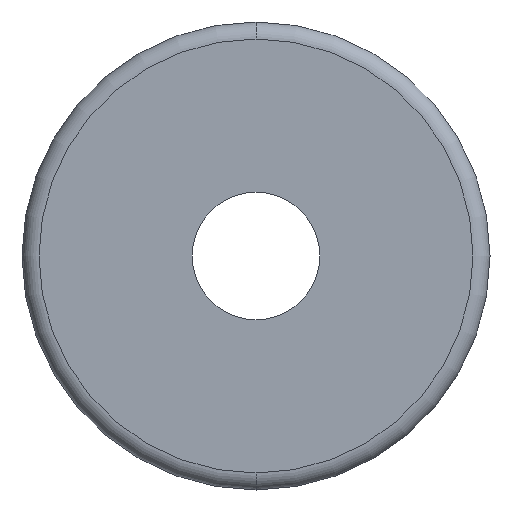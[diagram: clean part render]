
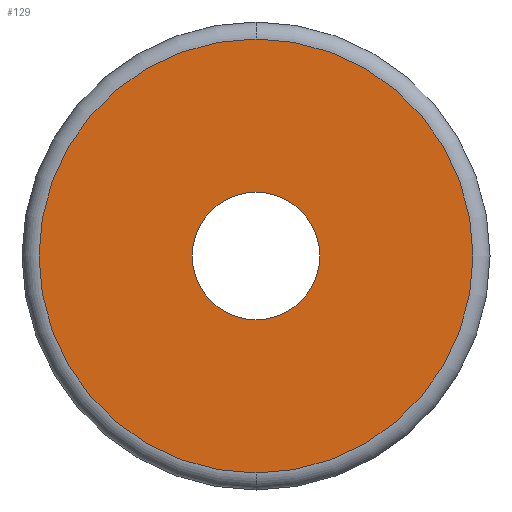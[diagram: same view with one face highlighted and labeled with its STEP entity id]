
A CAD part, front view. The second image highlights one B-rep face of the part: STEP entity #129.
In plain terms, the highlighted planar face has unit normal (0, -1, 0).
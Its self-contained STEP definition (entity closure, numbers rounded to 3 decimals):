
#4 = DIRECTION ( 'NONE',  ( 0., 0., 1. ) ) ;
#6 = CARTESIAN_POINT ( 'NONE',  ( 0., 0., 0.75 ) ) ;
#18 = ORIENTED_EDGE ( 'NONE', *, *, #375, .T. ) ;
#21 = EDGE_CURVE ( 'NONE', #97, #370, #297, .T. ) ;
#31 = DIRECTION ( 'NONE',  ( 0., 1., 0. ) ) ;
#71 = EDGE_LOOP ( 'NONE', ( #216, #239 ) ) ;
#76 = FACE_BOUND ( 'NONE', #219, .T. ) ;
#97 = VERTEX_POINT ( 'NONE', #348 ) ;
#101 = AXIS2_PLACEMENT_3D ( 'NONE', #171, #31, #329 ) ;
#106 = DIRECTION ( 'NONE',  ( 0., -1., 0. ) ) ;
#109 = DIRECTION ( 'NONE',  ( 0., 0., 1. ) ) ;
#120 = ORIENTED_EDGE ( 'NONE', *, *, #322, .T. ) ;
#129 = ADVANCED_FACE ( 'NONE', ( #76, #296 ), #295, .F. ) ;
#140 = AXIS2_PLACEMENT_3D ( 'NONE', #279, #271, #218 ) ;
#150 = EDGE_CURVE ( 'NONE', #370, #97, #308, .T. ) ;
#171 = CARTESIAN_POINT ( 'NONE',  ( 0., 0., 0. ) ) ;
#175 = CARTESIAN_POINT ( 'NONE',  ( 0., 0., 0. ) ) ;
#177 = DIRECTION ( 'NONE',  ( 0., -1., 0. ) ) ;
#184 = CARTESIAN_POINT ( 'NONE',  ( 0., 0., -0.75 ) ) ;
#192 = CARTESIAN_POINT ( 'NONE',  ( 0., 0., 0. ) ) ;
#208 = AXIS2_PLACEMENT_3D ( 'NONE', #192, #106, #254 ) ;
#213 = VERTEX_POINT ( 'NONE', #6 ) ;
#216 = ORIENTED_EDGE ( 'NONE', *, *, #150, .T. ) ;
#218 = DIRECTION ( 'NONE',  ( 0., 0., 1. ) ) ;
#219 = EDGE_LOOP ( 'NONE', ( #120, #18 ) ) ;
#239 = ORIENTED_EDGE ( 'NONE', *, *, #21, .T. ) ;
#254 = DIRECTION ( 'NONE',  ( 0., 0., 1. ) ) ;
#263 = CIRCLE ( 'NONE', #332, 0.75 ) ;
#265 = DIRECTION ( 'NONE',  ( 0., 1., 0. ) ) ;
#266 = CARTESIAN_POINT ( 'NONE',  ( 0., 0., 0. ) ) ;
#268 = CIRCLE ( 'NONE', #140, 0.75 ) ;
#271 = DIRECTION ( 'NONE',  ( 0., 1., 0. ) ) ;
#279 = CARTESIAN_POINT ( 'NONE',  ( 0., 0., 0. ) ) ;
#295 = PLANE ( 'NONE',  #101 ) ;
#296 = FACE_OUTER_BOUND ( 'NONE', #71, .T. ) ;
#297 = CIRCLE ( 'NONE', #208, 2.55 ) ;
#302 = AXIS2_PLACEMENT_3D ( 'NONE', #266, #177, #109 ) ;
#308 = CIRCLE ( 'NONE', #302, 2.55 ) ;
#322 = EDGE_CURVE ( 'NONE', #341, #213, #263, .T. ) ;
#329 = DIRECTION ( 'NONE',  ( 1., 0., 0. ) ) ;
#332 = AXIS2_PLACEMENT_3D ( 'NONE', #175, #265, #4 ) ;
#341 = VERTEX_POINT ( 'NONE', #184 ) ;
#348 = CARTESIAN_POINT ( 'NONE',  ( 0., 0., -2.55 ) ) ;
#364 = CARTESIAN_POINT ( 'NONE',  ( 0., 0., 2.55 ) ) ;
#370 = VERTEX_POINT ( 'NONE', #364 ) ;
#375 = EDGE_CURVE ( 'NONE', #213, #341, #268, .T. ) ;
